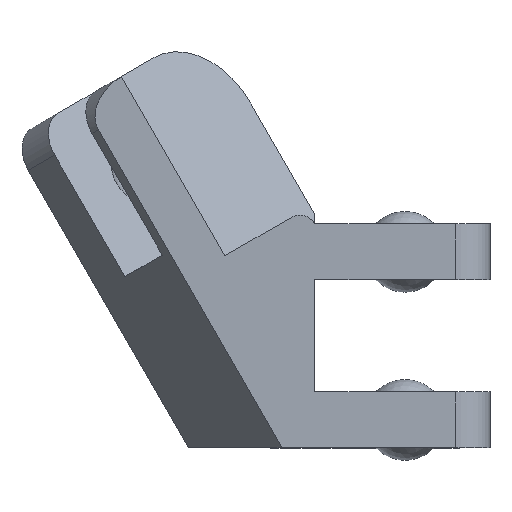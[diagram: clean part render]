
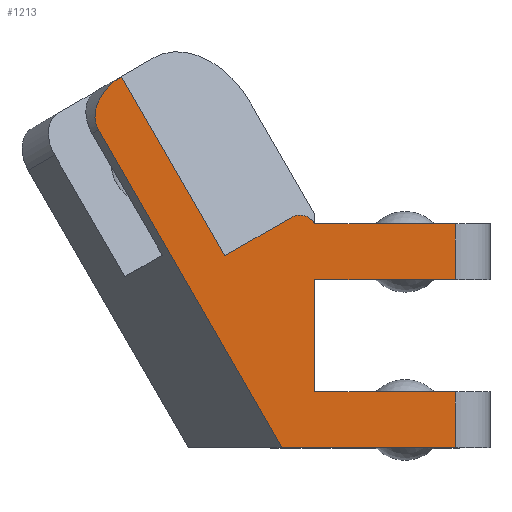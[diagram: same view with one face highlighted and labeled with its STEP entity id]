
A CAD part, top view. The second image highlights one B-rep face of the part: STEP entity #1213.
In plain terms, the highlighted planar face has unit normal (0, 0, 1).
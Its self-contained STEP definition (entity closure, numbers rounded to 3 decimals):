
#48=PLANE('',#1306);
#140=FACE_OUTER_BOUND('',#208,.T.);
#208=EDGE_LOOP('',(#910,#911,#912,#913,#914,#915,#916,#917,#918,#919,#920,
#921));
#275=CIRCLE('',#1307,1.);
#299=LINE('',#1800,#401);
#322=LINE('',#1946,#424);
#332=LINE('',#1972,#434);
#336=LINE('',#1984,#438);
#337=LINE('',#1986,#439);
#338=LINE('',#1988,#440);
#339=LINE('',#1990,#441);
#340=LINE('',#1992,#442);
#341=LINE('',#1994,#443);
#342=LINE('',#1997,#444);
#401=VECTOR('',#1392,10.);
#424=VECTOR('',#1437,10.);
#434=VECTOR('',#1459,10.);
#438=VECTOR('',#1469,10.);
#439=VECTOR('',#1470,10.);
#440=VECTOR('',#1471,10.);
#441=VECTOR('',#1472,10.);
#442=VECTOR('',#1473,10.);
#443=VECTOR('',#1474,10.);
#444=VECTOR('',#1477,10.);
#501=ELLIPSE('',#1301,2.828,2.);
#518=VERTEX_POINT('',#1797);
#519=VERTEX_POINT('',#1799);
#547=VERTEX_POINT('',#1945);
#552=VERTEX_POINT('',#1957);
#557=VERTEX_POINT('',#1971);
#562=VERTEX_POINT('',#1983);
#563=VERTEX_POINT('',#1985);
#564=VERTEX_POINT('',#1987);
#565=VERTEX_POINT('',#1989);
#566=VERTEX_POINT('',#1991);
#567=VERTEX_POINT('',#1993);
#568=VERTEX_POINT('',#1995);
#646=EDGE_CURVE('',#519,#518,#299,.T.);
#681=EDGE_CURVE('',#547,#519,#322,.T.);
#690=EDGE_CURVE('',#547,#552,#501,.T.);
#694=EDGE_CURVE('',#557,#552,#332,.T.);
#700=EDGE_CURVE('',#562,#518,#336,.T.);
#701=EDGE_CURVE('',#562,#563,#337,.T.);
#702=EDGE_CURVE('',#563,#564,#338,.T.);
#703=EDGE_CURVE('',#564,#565,#339,.T.);
#704=EDGE_CURVE('',#566,#565,#340,.T.);
#705=EDGE_CURVE('',#566,#567,#341,.T.);
#706=EDGE_CURVE('',#568,#567,#275,.T.);
#707=EDGE_CURVE('',#568,#557,#342,.T.);
#910=ORIENTED_EDGE('',*,*,#681,.T.);
#911=ORIENTED_EDGE('',*,*,#646,.T.);
#912=ORIENTED_EDGE('',*,*,#700,.F.);
#913=ORIENTED_EDGE('',*,*,#701,.T.);
#914=ORIENTED_EDGE('',*,*,#702,.T.);
#915=ORIENTED_EDGE('',*,*,#703,.T.);
#916=ORIENTED_EDGE('',*,*,#704,.F.);
#917=ORIENTED_EDGE('',*,*,#705,.T.);
#918=ORIENTED_EDGE('',*,*,#706,.F.);
#919=ORIENTED_EDGE('',*,*,#707,.T.);
#920=ORIENTED_EDGE('',*,*,#694,.T.);
#921=ORIENTED_EDGE('',*,*,#690,.F.);
#1213=ADVANCED_FACE('',(#140),#48,.T.);
#1301=AXIS2_PLACEMENT_3D('',#1963,#1450,#1451);
#1306=AXIS2_PLACEMENT_3D('',#1982,#1467,#1468);
#1307=AXIS2_PLACEMENT_3D('',#1996,#1475,#1476);
#1392=DIRECTION('',(1.,0.,0.));
#1437=DIRECTION('',(0.5,-0.866,0.));
#1450=DIRECTION('center_axis',(0.,0.,-1.));
#1451=DIRECTION('ref_axis',(-0.866,-0.5,0.));
#1459=DIRECTION('',(-0.5,0.866,0.));
#1467=DIRECTION('center_axis',(0.,0.,1.));
#1468=DIRECTION('ref_axis',(1.,0.,0.));
#1469=DIRECTION('',(0.,-1.,0.));
#1470=DIRECTION('',(-1.,0.,0.));
#1471=DIRECTION('',(0.,1.,0.));
#1472=DIRECTION('',(1.,0.,0.));
#1473=DIRECTION('',(0.,-1.,0.));
#1474=DIRECTION('',(-1.,0.,0.));
#1475=DIRECTION('center_axis',(0.,0.,-1.));
#1476=DIRECTION('ref_axis',(0.866,0.501,0.));
#1477=DIRECTION('',(-0.866,-0.5,0.));
#1797=CARTESIAN_POINT('',(8.15,-27.99,10.));
#1799=CARTESIAN_POINT('',(-1.902,-27.99,10.));
#1800=CARTESIAN_POINT('',(0.,-27.99,10.));
#1945=CARTESIAN_POINT('',(-12.546,-9.553,10.));
#1946=CARTESIAN_POINT('',(-6.421,-20.163,10.));
#1957=CARTESIAN_POINT('',(-11.221,-6.481,10.));
#1963=CARTESIAN_POINT('Origin',(-10.097,-8.139,10.));
#1971=CARTESIAN_POINT('',(-5.222,-16.871,10.));
#1972=CARTESIAN_POINT('',(-7.097,-13.625,10.));
#1982=CARTESIAN_POINT('Origin',(-4.235,-21.5,10.));
#1983=CARTESIAN_POINT('',(8.15,-24.75,10.));
#1984=CARTESIAN_POINT('',(8.15,-24.745,10.));
#1985=CARTESIAN_POINT('',(0.,-24.75,10.));
#1986=CARTESIAN_POINT('',(10.15,-24.75,10.));
#1987=CARTESIAN_POINT('',(0.,-18.25,10.));
#1988=CARTESIAN_POINT('',(0.,0.,10.));
#1989=CARTESIAN_POINT('',(8.15,-18.25,10.));
#1990=CARTESIAN_POINT('',(10.15,-18.25,10.));
#1991=CARTESIAN_POINT('',(8.15,-15.01,10.));
#1992=CARTESIAN_POINT('',(8.15,-19.875,10.));
#1993=CARTESIAN_POINT('',(0.,-15.01,10.));
#1994=CARTESIAN_POINT('',(0.,-15.01,10.));
#1995=CARTESIAN_POINT('',(-1.366,-14.645,10.));
#1996=CARTESIAN_POINT('Origin',(-0.866,-15.511,10.));
#1997=CARTESIAN_POINT('',(-4.935,-16.706,10.));
